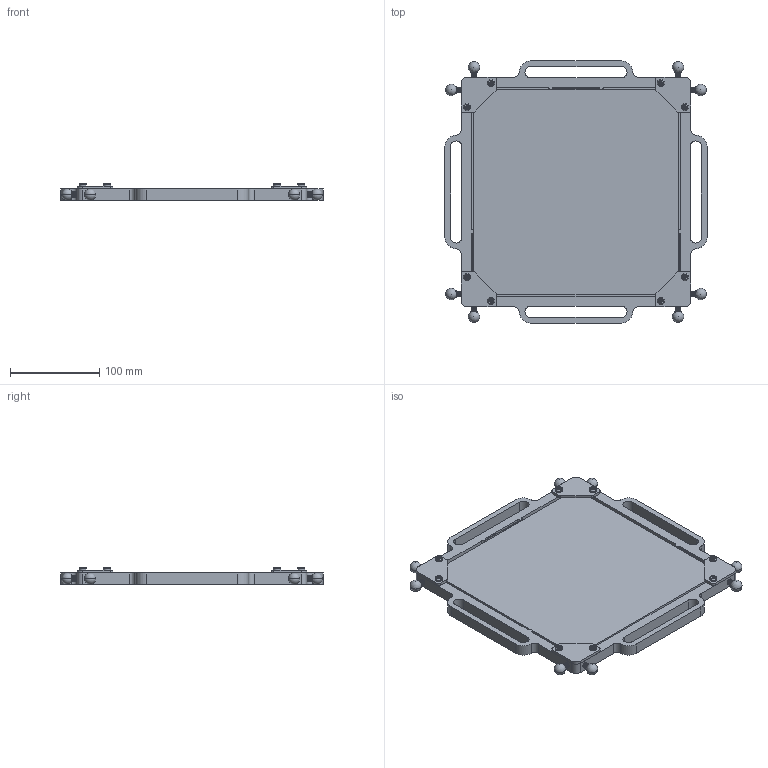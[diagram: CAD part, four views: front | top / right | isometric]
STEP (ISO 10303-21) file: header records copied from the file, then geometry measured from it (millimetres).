
FILE_DESCRIPTION (( 'STEP AP214' ), '1' );
FILE_NAME ('CGH-S9-C9_A.STEP', '2023-10-09T16:49:06', ( '' ), ( '' ), 'SwSTEP 2.0', 'SolidWorks 2022', '' );
FILE_SCHEMA (( 'AUTOMOTIVE_DESIGN' ));
Length unit declared in the file: inch
Products named in the file (1): CGH-S9-C9_A
Bounding box: 293.69 x 293.69 x 18.67 mm (x, y, z)
Surface area: 206303.7 mm2 (no closed solid volume)
Topology: 0 solids, 59 shells, 662 faces, 2194 edges, 1556 vertices
Faces by surface type: cylinder 356, plane 208, cone 38, sphere 24, bspline 20, torus 16
Entity records: 49237 total; most frequent: CARTESIAN_POINT 23085, ORIENTED_EDGE 3636, DIRECTION 3446, EDGE_CURVE 2154, VERTEX_POINT 1532, AXIS2_PLACEMENT_3D 1229, LINE 988, VECTOR 988
